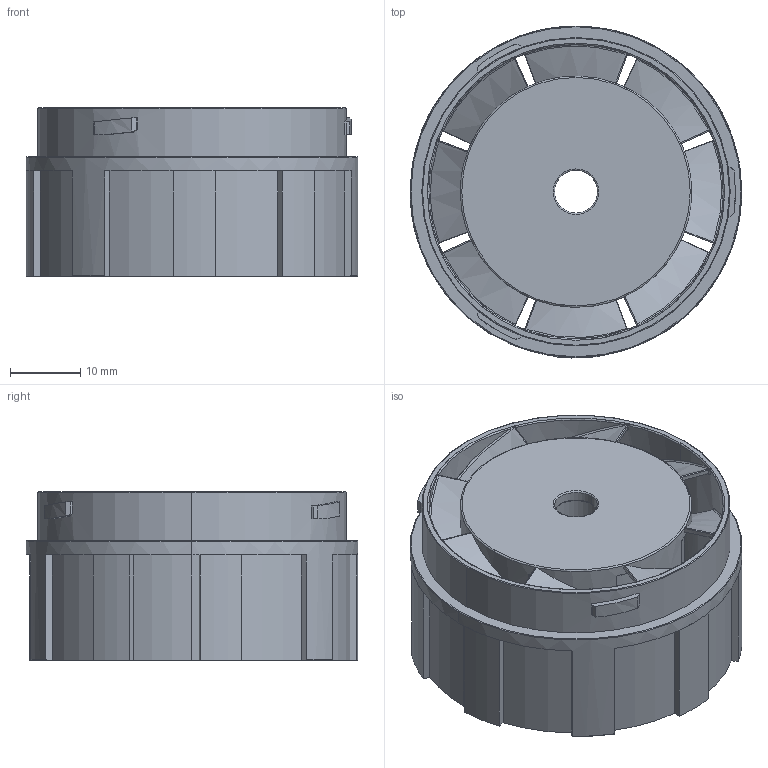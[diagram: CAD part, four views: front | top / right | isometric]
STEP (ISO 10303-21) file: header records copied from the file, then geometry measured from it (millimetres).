
FILE_DESCRIPTION (( 'STEP AP203' ), '1' );
FILE_NAME ('ヶ傷裔.STEP', '2021-06-11T02:43:12', ( '' ), ( '' ), 'SwSTEP 2.0', 'SolidWorks 2021', '' );
FILE_SCHEMA (( 'CONFIG_CONTROL_DESIGN' ));
Length unit declared in the file: millimetre
Products named in the file (1): ヶ傷裔
Bounding box: 47.3 x 47.33 x 24 mm (x, y, z)
Volume: 9595.1 mm3; surface area: 12703.9 mm2
Topology: 1 solids, 1 shells, 908 faces, 2344 edges, 1376 vertices
Faces by surface type: cylinder 266, bspline 229, plane 188, torus 138, sphere 50, cone 37
Entity records: 33692 total; most frequent: CARTESIAN_POINT 13634, ORIENTED_EDGE 4576, DIRECTION 3889, EDGE_CURVE 2288, AXIS2_PLACEMENT_3D 1653, VERTEX_POINT 1375, CIRCLE 973, EDGE_LOOP 919
